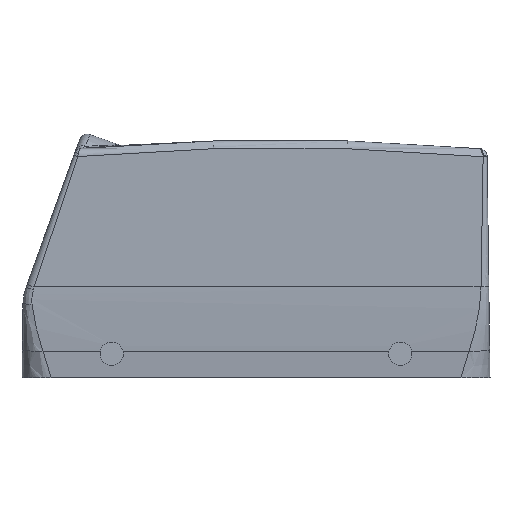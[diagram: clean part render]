
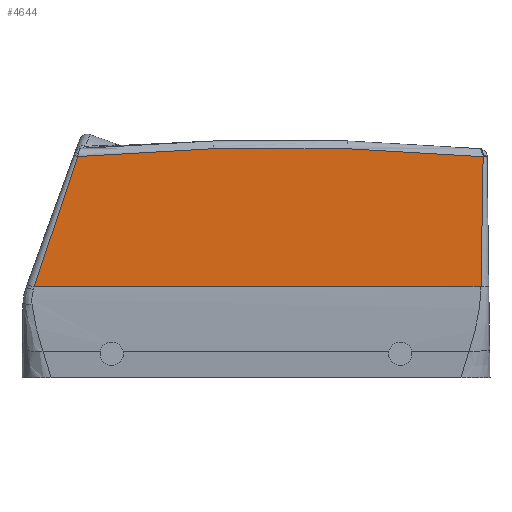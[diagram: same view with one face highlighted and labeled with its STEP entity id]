
A CAD part, left-side view. The second image highlights one B-rep face of the part: STEP entity #4644.
In plain terms, the highlighted planar face has unit normal (-1, 0, 0).
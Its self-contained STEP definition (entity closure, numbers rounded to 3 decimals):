
#3483=AXIS2_PLACEMENT_3D('Circle Axis2P3D',#3481,#3482,$) ;
#4636=AXIS2_PLACEMENT_3D('Plane Axis2P3D',#4633,#4634,#4635) ;
#1441=CARTESIAN_POINT('Vertex',(6.75,1.763,56.714)) ;
#3259=CARTESIAN_POINT('Vertex',(6.75,105.699,56.761)) ;
#3481=CARTESIAN_POINT('Axis2P3D Location',(6.75,54.,-539.)) ;
#3632=CARTESIAN_POINT('Control Point',(6.75,1.763,56.714)) ;
#3633=CARTESIAN_POINT('Control Point',(6.75,1.763,56.203)) ;
#3634=CARTESIAN_POINT('Control Point',(6.75,1.762,55.696)) ;
#3635=CARTESIAN_POINT('Control Point',(6.75,1.762,55.192)) ;
#3636=CARTESIAN_POINT('Control Point',(6.75,1.766,50.568)) ;
#3637=CARTESIAN_POINT('Control Point',(6.75,1.801,45.945)) ;
#3638=CARTESIAN_POINT('Control Point',(6.75,1.862,41.822)) ;
#3639=CARTESIAN_POINT('Control Point',(6.75,1.967,35.652)) ;
#3640=CARTESIAN_POINT('Control Point',(6.75,2.112,29.482)) ;
#3641=CARTESIAN_POINT('Control Point',(6.75,2.166,27.434)) ;
#3642=CARTESIAN_POINT('Control Point',(6.75,2.228,25.386)) ;
#3643=CARTESIAN_POINT('Control Point',(6.75,2.304,23.338)) ;
#3644=CARTESIAN_POINT('Vertex',(6.75,2.304,23.338)) ;
#4203=CARTESIAN_POINT('Line Origine',(6.75,58.562,23.338)) ;
#4207=CARTESIAN_POINT('Vertex',(6.75,116.856,23.338)) ;
#4616=CARTESIAN_POINT('Control Point',(6.75,105.699,56.761)) ;
#4617=CARTESIAN_POINT('Control Point',(6.75,105.764,56.577)) ;
#4618=CARTESIAN_POINT('Control Point',(6.75,105.829,56.393)) ;
#4619=CARTESIAN_POINT('Control Point',(6.75,105.893,56.209)) ;
#4620=CARTESIAN_POINT('Control Point',(6.75,108.229,49.564)) ;
#4621=CARTESIAN_POINT('Control Point',(6.75,110.508,42.898)) ;
#4622=CARTESIAN_POINT('Control Point',(6.75,112.637,36.374)) ;
#4623=CARTESIAN_POINT('Control Point',(6.75,114.81,29.877)) ;
#4624=CARTESIAN_POINT('Control Point',(6.75,116.856,23.338)) ;
#4633=CARTESIAN_POINT('Axis2P3D Location',(6.75,-106.816,-54.25)) ;
#3482=DIRECTION('Axis2P3D Direction',(-1.,0.,0.)) ;
#4204=DIRECTION('Vector Direction',(0.,-1.,0.)) ;
#4634=DIRECTION('Axis2P3D Direction',(-1.,0.,0.)) ;
#4635=DIRECTION('Axis2P3D XDirection',(0.,-0.317,0.949)) ;
#4205=VECTOR('Line Direction',#4204,1.) ;
#4639=ORIENTED_EDGE('',*,*,#4625,.F.) ;
#4640=ORIENTED_EDGE('',*,*,#4209,.T.) ;
#4641=ORIENTED_EDGE('',*,*,#3646,.T.) ;
#4642=ORIENTED_EDGE('',*,*,#3485,.F.) ;
#4644=ADVANCED_FACE('Hood',(#4643),#4637,.T.) ;
#3631=B_SPLINE_CURVE_WITH_KNOTS('',5,(#3632,#3633,#3634,#3635,#3636,#3637,#3638,#3639,#3640,#3641,#3642,#3643),.UNSPECIFIED.,.F.,.U.,(6,3,3,6),(29.318,33.655,69.355,87.093),.UNSPECIFIED.) ;
#4615=B_SPLINE_CURVE_WITH_KNOTS('',5,(#4616,#4617,#4618,#4619,#4620,#4621,#4622,#4623,#4624),.UNSPECIFIED.,.F.,.U.,(6,3,6),(85.115,86.803,146.115),.UNSPECIFIED.) ;
#3484=CIRCLE('generated circle',#3483,598.) ;
#3485=EDGE_CURVE('',#3260,#1442,#3484,.F.) ;
#3646=EDGE_CURVE('',#3645,#1442,#3631,.F.) ;
#4209=EDGE_CURVE('',#4208,#3645,#4206,.T.) ;
#4625=EDGE_CURVE('',#4208,#3260,#4615,.F.) ;
#4638=EDGE_LOOP('',(#4639,#4640,#4641,#4642)) ;
#4643=FACE_OUTER_BOUND('',#4638,.T.) ;
#4206=LINE('Line',#4203,#4205) ;
#4637=PLANE('',#4636) ;
#1442=VERTEX_POINT('',#1441) ;
#3260=VERTEX_POINT('',#3259) ;
#3645=VERTEX_POINT('',#3644) ;
#4208=VERTEX_POINT('',#4207) ;
